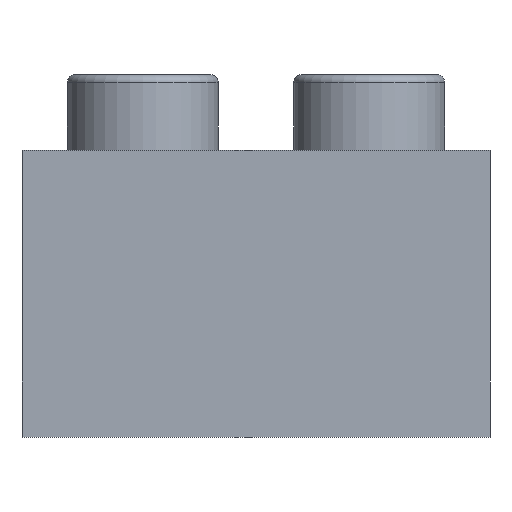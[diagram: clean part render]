
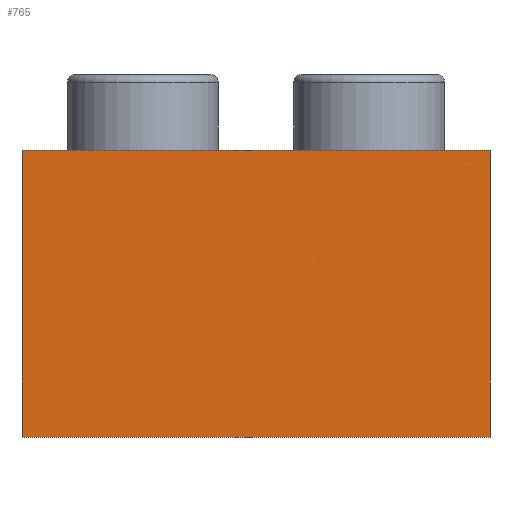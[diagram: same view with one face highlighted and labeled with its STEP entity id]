
A CAD part, left-side view. The second image highlights one B-rep face of the part: STEP entity #765.
In plain terms, the highlighted planar face has unit normal (-1, 0, 0).
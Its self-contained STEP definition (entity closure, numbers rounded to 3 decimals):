
#29=LINE('',#1326,#57);
#38=LINE('',#1367,#66);
#39=LINE('',#1370,#67);
#40=LINE('',#1371,#68);
#57=VECTOR('',#1108,10.);
#66=VECTOR('',#1161,10.);
#67=VECTOR('',#1164,10.);
#68=VECTOR('',#1165,10.);
#120=PLANE('',#903);
#174=FACE_OUTER_BOUND('',#244,.T.);
#244=EDGE_LOOP('',(#631,#632,#633,#634));
#355=VERTEX_POINT('',#1323);
#356=VERTEX_POINT('',#1325);
#366=VERTEX_POINT('',#1365);
#367=VERTEX_POINT('',#1369);
#439=EDGE_CURVE('',#355,#356,#29,.T.);
#456=EDGE_CURVE('',#366,#356,#38,.T.);
#457=EDGE_CURVE('',#367,#366,#39,.T.);
#458=EDGE_CURVE('',#367,#355,#40,.T.);
#631=ORIENTED_EDGE('',*,*,#457,.T.);
#632=ORIENTED_EDGE('',*,*,#456,.T.);
#633=ORIENTED_EDGE('',*,*,#439,.F.);
#634=ORIENTED_EDGE('',*,*,#458,.F.);
#765=ADVANCED_FACE('',(#174),#120,.T.);
#903=AXIS2_PLACEMENT_3D('',#1368,#1162,#1163);
#1108=DIRECTION('',(0.,-1.,0.));
#1161=DIRECTION('',(0.,0.,1.));
#1162=DIRECTION('center_axis',(-1.,0.,0.));
#1163=DIRECTION('ref_axis',(0.,-1.,0.));
#1164=DIRECTION('',(0.,-1.,0.));
#1165=DIRECTION('',(0.,0.,1.));
#1323=CARTESIAN_POINT('',(-32.,15.5,19.));
#1325=CARTESIAN_POINT('',(-32.,-15.5,19.));
#1326=CARTESIAN_POINT('',(-32.,15.5,19.));
#1365=CARTESIAN_POINT('',(-32.,-15.5,0.));
#1367=CARTESIAN_POINT('',(-32.,-15.5,0.));
#1368=CARTESIAN_POINT('Origin',(-32.,15.5,0.));
#1369=CARTESIAN_POINT('',(-32.,15.5,0.));
#1370=CARTESIAN_POINT('',(-32.,15.5,0.));
#1371=CARTESIAN_POINT('',(-32.,15.5,0.));
